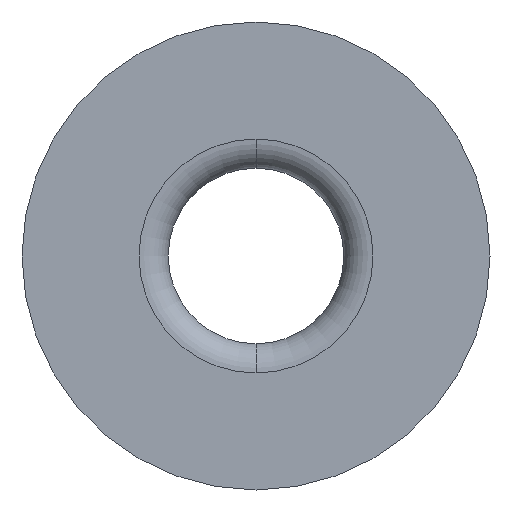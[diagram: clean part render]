
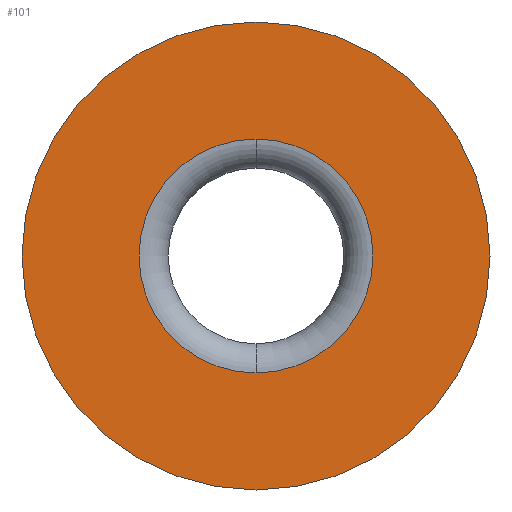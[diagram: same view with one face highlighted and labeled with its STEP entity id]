
A CAD part, front view. The second image highlights one B-rep face of the part: STEP entity #101.
In plain terms, the highlighted planar face has unit normal (0, -1, 0).
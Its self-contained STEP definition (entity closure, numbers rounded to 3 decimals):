
#10 = ORIENTED_EDGE ( 'NONE', *, *, #298, .T. ) ;
#45 = DIRECTION ( 'NONE',  ( 0., -1., 0. ) ) ;
#59 = DIRECTION ( 'NONE',  ( 0., -1., 0. ) ) ;
#67 = DIRECTION ( 'NONE',  ( 0., 1., 0. ) ) ;
#75 = DIRECTION ( 'NONE',  ( 0., 0., 1. ) ) ;
#81 = VERTEX_POINT ( 'NONE', #275 ) ;
#83 = CIRCLE ( 'NONE', #259, 4. ) ;
#89 = DIRECTION ( 'NONE',  ( 0., 0., -1. ) ) ;
#99 = CARTESIAN_POINT ( 'NONE',  ( 0., -26., 4. ) ) ;
#101 = ADVANCED_FACE ( 'NONE', ( #161, #423 ), #345, .F. ) ;
#138 = AXIS2_PLACEMENT_3D ( 'NONE', #312, #45, #89 ) ;
#139 = CARTESIAN_POINT ( 'NONE',  ( 0., -26., 0. ) ) ;
#148 = DIRECTION ( 'NONE',  ( 0., 0., 1. ) ) ;
#161 = FACE_BOUND ( 'NONE', #352, .T. ) ;
#168 = AXIS2_PLACEMENT_3D ( 'NONE', #480, #434, #399 ) ;
#202 = CARTESIAN_POINT ( 'NONE',  ( -3., -26., 0. ) ) ;
#208 = VERTEX_POINT ( 'NONE', #224 ) ;
#212 = EDGE_CURVE ( 'NONE', #81, #435, #545, .T. ) ;
#224 = CARTESIAN_POINT ( 'NONE',  ( 0., -26., -8. ) ) ;
#259 = AXIS2_PLACEMENT_3D ( 'NONE', #498, #274, #148 ) ;
#264 = ORIENTED_EDGE ( 'NONE', *, *, #400, .T. ) ;
#274 = DIRECTION ( 'NONE',  ( 0., 1., 0. ) ) ;
#275 = CARTESIAN_POINT ( 'NONE',  ( 0., -26., -4. ) ) ;
#298 = EDGE_CURVE ( 'NONE', #208, #397, #388, .T. ) ;
#312 = CARTESIAN_POINT ( 'NONE',  ( 0., -26., 0. ) ) ;
#340 = EDGE_LOOP ( 'NONE', ( #10, #264 ) ) ;
#345 = PLANE ( 'NONE',  #429 ) ;
#352 = EDGE_LOOP ( 'NONE', ( #478, #443 ) ) ;
#387 = EDGE_CURVE ( 'NONE', #435, #81, #83, .T. ) ;
#388 = CIRCLE ( 'NONE', #138, 8. ) ;
#397 = VERTEX_POINT ( 'NONE', #457 ) ;
#399 = DIRECTION ( 'NONE',  ( 0., 0., 1. ) ) ;
#400 = EDGE_CURVE ( 'NONE', #397, #208, #408, .T. ) ;
#408 = CIRCLE ( 'NONE', #481, 8. ) ;
#411 = DIRECTION ( 'NONE',  ( 0., 0., -1. ) ) ;
#423 = FACE_OUTER_BOUND ( 'NONE', #340, .T. ) ;
#429 = AXIS2_PLACEMENT_3D ( 'NONE', #202, #67, #75 ) ;
#434 = DIRECTION ( 'NONE',  ( 0., 1., 0. ) ) ;
#435 = VERTEX_POINT ( 'NONE', #99 ) ;
#443 = ORIENTED_EDGE ( 'NONE', *, *, #212, .T. ) ;
#457 = CARTESIAN_POINT ( 'NONE',  ( 0., -26., 8. ) ) ;
#478 = ORIENTED_EDGE ( 'NONE', *, *, #387, .T. ) ;
#480 = CARTESIAN_POINT ( 'NONE',  ( 0., -26., 0. ) ) ;
#481 = AXIS2_PLACEMENT_3D ( 'NONE', #139, #59, #411 ) ;
#498 = CARTESIAN_POINT ( 'NONE',  ( 0., -26., 0. ) ) ;
#545 = CIRCLE ( 'NONE', #168, 4. ) ;
